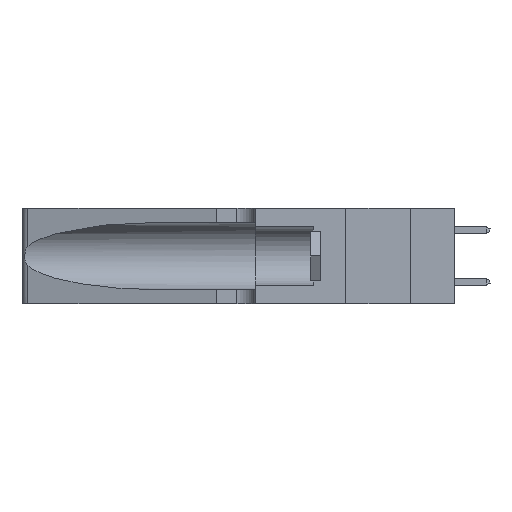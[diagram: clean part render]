
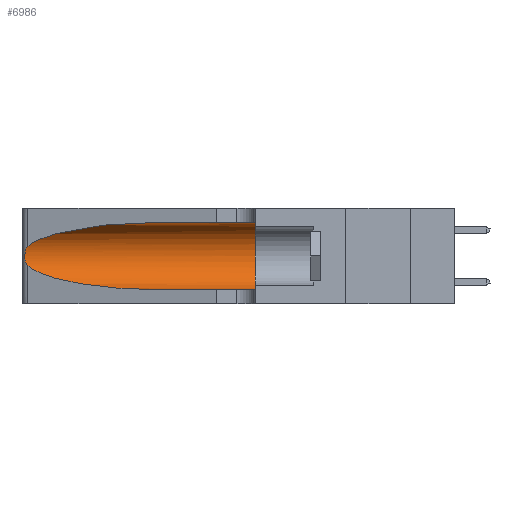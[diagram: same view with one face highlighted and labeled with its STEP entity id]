
A CAD part, left-side view. The second image highlights one B-rep face of the part: STEP entity #6986.
In plain terms, the highlighted cylindrical face has radius 3.308 mm (diameter 6.617 mm), a partial arc.
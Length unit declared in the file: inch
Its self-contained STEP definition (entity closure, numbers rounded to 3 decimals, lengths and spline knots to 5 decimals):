
#401 = EDGE_CURVE ( 'NONE', #18736, #9331, #1071, .T. ) ;
#432 = EDGE_CURVE ( 'NONE', #7921, #9467, #34405, .T. ) ;
#1069 = CARTESIAN_POINT ( 'NONE',  ( 0.1305, 1.61858, 0.31525 ) ) ;
#1071 = LINE ( 'NONE', #1069, #6723 ) ;
#1088 = CARTESIAN_POINT ( 'NONE',  ( 0.1305, 0.35, 0.185 ) ) ;
#1882 = FACE_OUTER_BOUND ( 'NONE', #9859, .T. ) ;
#4747 = ORIENTED_EDGE ( 'NONE', *, *, #34484, .T. ) ;
#4987 = CARTESIAN_POINT ( 'NONE',  ( 0.26018, 1.23835, 0.19895 ) ) ;
#5997 = CARTESIAN_POINT ( 'NONE',  ( 0.25555, 1.22993, 0.14849 ) ) ;
#6136 = VERTEX_POINT ( 'NONE', #6529 ) ;
#6208 = CARTESIAN_POINT ( 'NONE',  ( 0.25487, 1.22718, 0.14631 ) ) ;
#6529 = CARTESIAN_POINT ( 'NONE',  ( 0.1305, 0.35, 0.05475 ) ) ;
#6723 = VECTOR ( 'NONE', #13255, 39.37008 ) ;
#6986 = ADVANCED_FACE ( 'NONE', ( #1882 ), #32653, .F. ) ;
#7921 = VERTEX_POINT ( 'NONE', #14470 ) ;
#7970 = CARTESIAN_POINT ( 'NONE',  ( 0.2373, 1.15595, 0.08982 ) ) ;
#8180 = CARTESIAN_POINT ( 'NONE',  ( 0.25487, 1.22718, 0.22369 ) ) ;
#8362 = CARTESIAN_POINT ( 'NONE',  ( 0.1305, 0.72297, 0.05475 ) ) ;
#8590 = CARTESIAN_POINT ( 'NONE',  ( 0.18966, 0.96281, 0.31525 ) ) ;
#9331 = VERTEX_POINT ( 'NONE', #13128 ) ;
#9467 = VERTEX_POINT ( 'NONE', #20210 ) ;
#9859 = EDGE_LOOP ( 'NONE', ( #4747, #36737, #10183, #13514, #33483, #19571 ) ) ;
#10183 = ORIENTED_EDGE ( 'NONE', *, *, #18989, .T. ) ;
#10583 = DIRECTION ( 'NONE',  ( 0., -1., 0. ) ) ;
#10885 = CARTESIAN_POINT ( 'NONE',  ( 0.25555, 1.22994, 0.2215 ) ) ;
#11357 = DIRECTION ( 'NONE',  ( 0., -1., 0. ) ) ;
#13128 = CARTESIAN_POINT ( 'NONE',  ( 0.1305, 0.35, 0.31525 ) ) ;
#13134 = DIRECTION ( 'NONE',  ( 0., 0., 1. ) ) ;
#13255 = DIRECTION ( 'NONE',  ( 0., -1., 0. ) ) ;
#13514 = ORIENTED_EDGE ( 'NONE', *, *, #21998, .T. ) ;
#14195 = CIRCLE ( 'NONE', #19992, 0.13025 ) ;
#14264 = EDGE_CURVE ( 'NONE', #9331, #6136, #14195, .T. ) ;
#14387 = DIRECTION ( 'NONE',  ( 0., 0., -1. ) ) ;
#14470 = CARTESIAN_POINT ( 'NONE',  ( 0.25487, 1.22718, 0.22369 ) ) ;
#14823 = CARTESIAN_POINT ( 'NONE',  ( 0.1305, 0.72297, 0.31525 ) ) ;
#15729 =( BOUNDED_CURVE ( )  B_SPLINE_CURVE ( 3, ( #35376, #7970, #26514, #8362 ),
 .UNSPECIFIED., .F., .F. ) 
 B_SPLINE_CURVE_WITH_KNOTS ( ( 4, 4 ),
 ( 3.44316, 4.71239 ),
 .UNSPECIFIED. ) 
 CURVE ( )  GEOMETRIC_REPRESENTATION_ITEM ( )  RATIONAL_B_SPLINE_CURVE ( ( 1., 0.87, 0.87, 1. ) ) 
 REPRESENTATION_ITEM ( '' )  );
#18736 = VERTEX_POINT ( 'NONE', #37234 ) ;
#18989 = EDGE_CURVE ( 'NONE', #9467, #20830, #15729, .T. ) ;
#19571 = ORIENTED_EDGE ( 'NONE', *, *, #401, .F. ) ;
#19632 = DIRECTION ( 'NONE',  ( 0., 1., 0. ) ) ;
#19992 = AXIS2_PLACEMENT_3D ( 'NONE', #1088, #19632, #13134 ) ;
#20210 = CARTESIAN_POINT ( 'NONE',  ( 0.25487, 1.22718, 0.14631 ) ) ;
#20336 = CARTESIAN_POINT ( 'NONE',  ( 0.1305, 0.72297, 0.05475 ) ) ;
#20546 = CARTESIAN_POINT ( 'NONE',  ( 0.25639, 1.23186, 0.15144 ) ) ;
#20830 = VERTEX_POINT ( 'NONE', #20336 ) ;
#21407 = VECTOR ( 'NONE', #11357, 39.37008 ) ;
#21444 = LINE ( 'NONE', #29460, #21407 ) ;
#21998 = EDGE_CURVE ( 'NONE', #20830, #6136, #21444, .T. ) ;
#23286 = CARTESIAN_POINT ( 'NONE',  ( 0.26075, 1.23896, 0.178 ) ) ;
#24287 = CARTESIAN_POINT ( 'NONE',  ( 0.25856, 1.23593, 0.16098 ) ) ;
#24844 = AXIS2_PLACEMENT_3D ( 'NONE', #33680, #10583, #14387 ) ;
#26514 = CARTESIAN_POINT ( 'NONE',  ( 0.18966, 0.96281, 0.05475 ) ) ;
#28110 = CARTESIAN_POINT ( 'NONE',  ( 0.25789, 1.23486, 0.15765 ) ) ;
#29145 = CARTESIAN_POINT ( 'NONE',  ( 0.26017, 1.23833, 0.17102 ) ) ;
#29266 = CARTESIAN_POINT ( 'NONE',  ( 0.25787, 1.23484, 0.2124 ) ) ;
#29460 = CARTESIAN_POINT ( 'NONE',  ( 0.1305, 1.61858, 0.05475 ) ) ;
#32034 = CARTESIAN_POINT ( 'NONE',  ( 0.25639, 1.23184, 0.21858 ) ) ;
#32653 = CYLINDRICAL_SURFACE ( 'NONE', #24844, 0.13025 ) ;
#33483 = ORIENTED_EDGE ( 'NONE', *, *, #14264, .F. ) ;
#33680 = CARTESIAN_POINT ( 'NONE',  ( 0.1305, 1.61858, 0.185 ) ) ;
#34405 = B_SPLINE_CURVE_WITH_KNOTS ( 'NONE', 3,
 ( #8180, #10885, #32034, #29266, #35201, #4987, #38373, #23286, #29145, #24287, #28110, #20546, #5997, #6208 ),
 .UNSPECIFIED., .F., .F.,
 ( 4, 2, 2, 2, 2, 2, 4 ),
 ( 0., 0.00027, 0.00053, 0.00107, 0.0016, 0.00187, 0.00214 ),
 .UNSPECIFIED. ) ;
#34484 = EDGE_CURVE ( 'NONE', #18736, #7921, #35635, .T. ) ;
#35201 = CARTESIAN_POINT ( 'NONE',  ( 0.25854, 1.2359, 0.20912 ) ) ;
#35376 = CARTESIAN_POINT ( 'NONE',  ( 0.25487, 1.22718, 0.14631 ) ) ;
#35635 =( BOUNDED_CURVE ( )  B_SPLINE_CURVE ( 3, ( #14823, #8590, #36135, #36276 ),
 .UNSPECIFIED., .F., .F. ) 
 B_SPLINE_CURVE_WITH_KNOTS ( ( 4, 4 ),
 ( 1.5708, 2.84003 ),
 .UNSPECIFIED. ) 
 CURVE ( )  GEOMETRIC_REPRESENTATION_ITEM ( )  RATIONAL_B_SPLINE_CURVE ( ( 1., 0.87, 0.87, 1. ) ) 
 REPRESENTATION_ITEM ( '' )  );
#36135 = CARTESIAN_POINT ( 'NONE',  ( 0.2373, 1.15595, 0.28018 ) ) ;
#36276 = CARTESIAN_POINT ( 'NONE',  ( 0.25487, 1.22718, 0.22369 ) ) ;
#36737 = ORIENTED_EDGE ( 'NONE', *, *, #432, .T. ) ;
#37234 = CARTESIAN_POINT ( 'NONE',  ( 0.1305, 0.72297, 0.31525 ) ) ;
#38373 = CARTESIAN_POINT ( 'NONE',  ( 0.26075, 1.23896, 0.19203 ) ) ;
